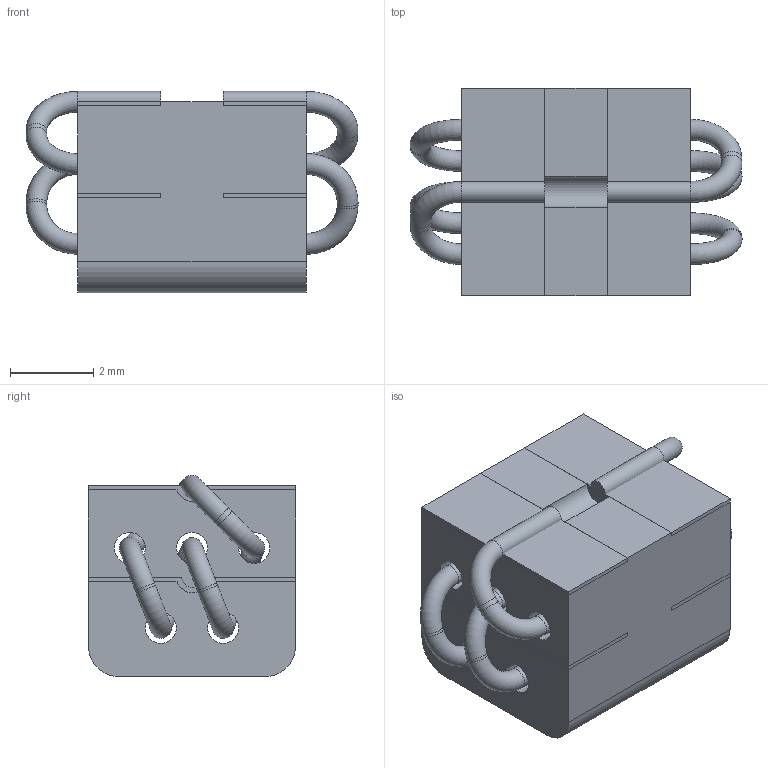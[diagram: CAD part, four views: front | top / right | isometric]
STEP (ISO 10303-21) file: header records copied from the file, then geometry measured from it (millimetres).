
FILE_DESCRIPTION( ( 'Unknown' ), '1' );
FILE_NAME( '7427511.stp', 'Unknown', ( 'Unknown' ), ( 'Unknown' ), 'XStep 1.0', 'Unknown', ' ' );
FILE_SCHEMA( ( 'automotive_design' ) );
Length unit declared in the file: millimetre
Products named in the file (5): Assem1; Kern; Pin
Bounding box: 8 x 5 x 4.85 mm (x, y, z)
Surface area: 667.6 mm2
Topology: 8 solids, 8 shells, 140 faces, 346 edges, 222 vertices
Faces by surface type: plane 66, cylinder 50, torus 24
Full cylindrical faces by diameter (mm): 0.5 x26, 0.75 x10
Entity records: 2084 total; most frequent: DIRECTION 336, CARTESIAN_POINT 307, ORIENTED_EDGE 264, EDGE_CURVE 132, AXIS2_PLACEMENT_3D 129, EDGE_LOOP 110, FACE_OUTER_BOUND 100, VERTEX_POINT 100
